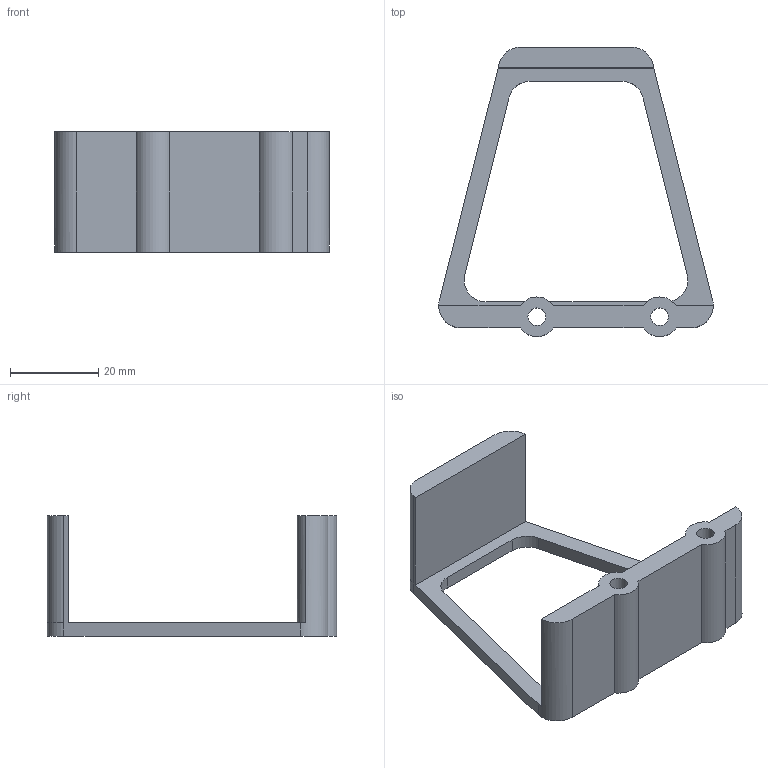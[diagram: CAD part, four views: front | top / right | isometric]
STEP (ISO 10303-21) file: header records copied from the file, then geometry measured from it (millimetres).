
FILE_DESCRIPTION(('FreeCAD Model'),'2;1');
FILE_NAME('renacuajo-battery-holder.step','2014-10-05T18:12:55',('FreeCAD'),('FreeCAD'), 'Open CASCADE STEP processor 6.7','FreeCAD','Unknown');
FILE_SCHEMA(('AUTOMOTIVE_DESIGN_CC2 { 1 2 10303 214 -1 1 5 4 }'));
Length unit declared in the file: millimetre
Products named in the file (1): renacuajo-battery-holder-final
Bounding box: 62.36 x 65.7 x 27.3 mm (x, y, z)
Volume: 14710.1 mm3; surface area: 9170.9 mm2
Topology: 1 solids, 1 shells, 36 faces, 105 edges, 70 vertices
Faces by surface type: plane 20, cylinder 16
Full cylindrical faces by diameter (mm): 4 x2
Entity records: 2619 total; most frequent: CARTESIAN_POINT 541, DIRECTION 381, LINE 216, VECTOR 216, ORIENTED_EDGE 210, PCURVE 210, DEFINITIONAL_REPRESENTATION 210, EDGE_CURVE 105
